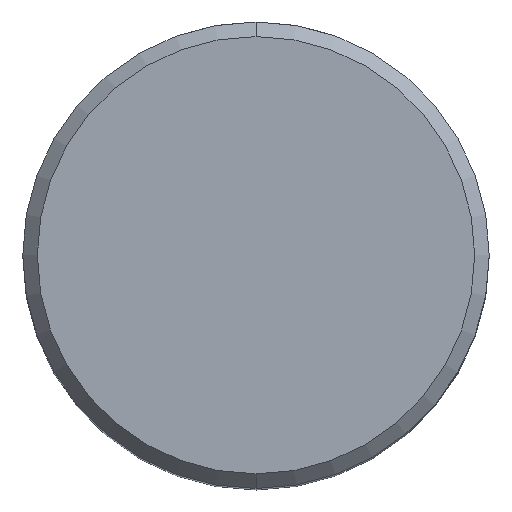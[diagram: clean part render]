
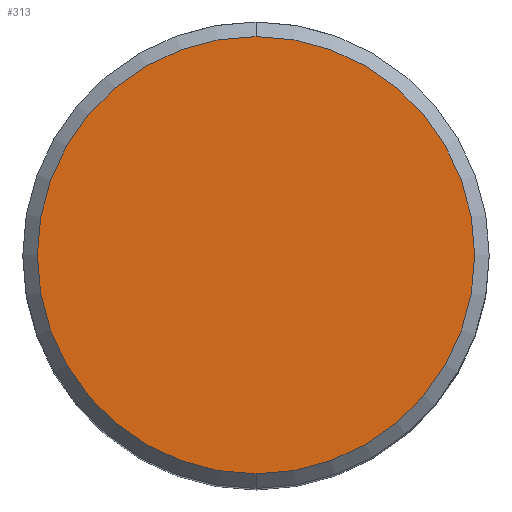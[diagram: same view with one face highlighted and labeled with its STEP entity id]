
A CAD part, top view. The second image highlights one B-rep face of the part: STEP entity #313.
In plain terms, the highlighted planar face has unit normal (0, 0, 1).
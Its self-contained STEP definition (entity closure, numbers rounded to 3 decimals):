
#191=EDGE_CURVE('',#355,#411,#500,.T.);
#313=ADVANCED_FACE('',(#632),#633,.T.);
#355=VERTEX_POINT('',#678);
#411=VERTEX_POINT('',#740);
#437=EDGE_CURVE('',#411,#355,#768,.T.);
#500=CIRCLE('',#836,15.0);
#632=FACE_OUTER_BOUND('',#1128,.T.);
#633=PLANE('',#1129);
#678=CARTESIAN_POINT('',(0.0,15.0,0.0));
#740=CARTESIAN_POINT('',(0.,-15.0,0.0));
#768=CIRCLE('',#1514,15.0);
#836=AXIS2_PLACEMENT_3D('',#1633,#1634,#1635);
#1128=EDGE_LOOP('',(#1767,#1768));
#1129=AXIS2_PLACEMENT_3D('',#1769,#1770,#1771);
#1514=AXIS2_PLACEMENT_3D('',#1903,#1904,#1905);
#1633=CARTESIAN_POINT('',(0.0,0.0,0.0));
#1634=DIRECTION('',(0.0,0.0,-1.0));
#1635=DIRECTION('',(0.0,1.0,0.0));
#1767=ORIENTED_EDGE('',*,*,#191,.F.);
#1768=ORIENTED_EDGE('',*,*,#437,.F.);
#1769=CARTESIAN_POINT('',(0.0,7.5,0.0));
#1770=DIRECTION('',(-0.0,0.0,1.0));
#1771=DIRECTION('',(0.0,-1.0,0.0));
#1903=CARTESIAN_POINT('',(0.0,0.0,0.0));
#1904=DIRECTION('',(0.0,0.0,-1.0));
#1905=DIRECTION('',(0.0,1.0,0.0));
